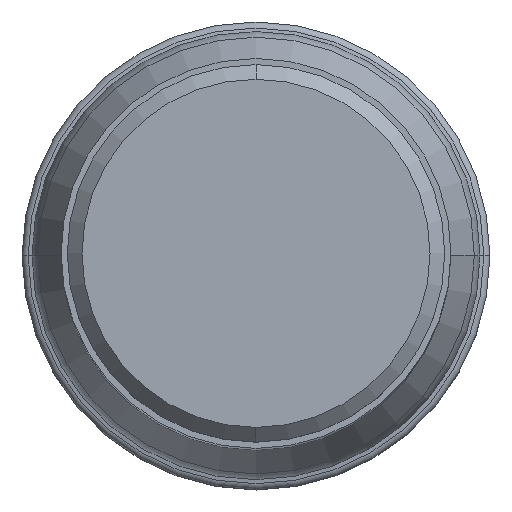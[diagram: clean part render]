
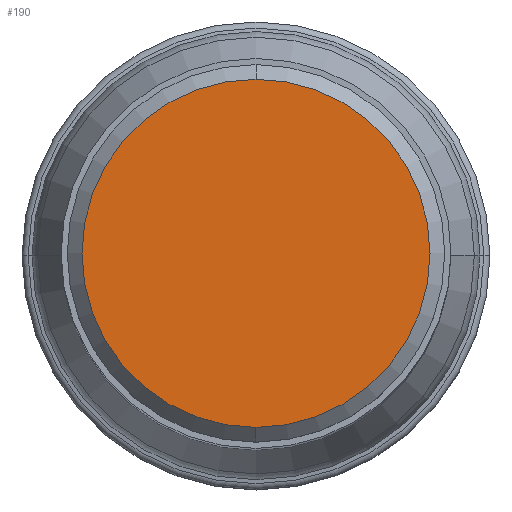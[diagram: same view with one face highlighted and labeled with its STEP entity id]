
A CAD part, top view. The second image highlights one B-rep face of the part: STEP entity #190.
In plain terms, the highlighted planar face has unit normal (0, 0, 1).
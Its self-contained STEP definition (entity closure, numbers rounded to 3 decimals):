
#29=PLANE('',#1351);
#190=ADVANCED_FACE('',(#261),#29,.F.);
#261=FACE_OUTER_BOUND('',#329,.T.);
#329=EDGE_LOOP('',(#591,#592));
#591=ORIENTED_EDGE('',*,*,#863,.T.);
#592=ORIENTED_EDGE('',*,*,#861,.T.);
#718=VERTEX_POINT('',#3069);
#719=VERTEX_POINT('',#3071);
#861=EDGE_CURVE('',#719,#718,#1033,.T.);
#863=EDGE_CURVE('',#718,#719,#1034,.T.);
#1033=CIRCLE('',#1347,14.175);
#1034=CIRCLE('',#1349,14.175);
#1347=AXIS2_PLACEMENT_3D('',#3070,#1674,#1675);
#1349=AXIS2_PLACEMENT_3D('',#3074,#1679,#1680);
#1351=AXIS2_PLACEMENT_3D('',#3076,#1683,#1684);
#1674=DIRECTION('',(0.,0.,1.));
#1675=DIRECTION('',(0.,1.,0.));
#1679=DIRECTION('',(0.,0.,1.));
#1680=DIRECTION('',(0.,-1.,0.));
#1683=DIRECTION('',(0.,0.,-1.));
#1684=DIRECTION('',(1.,0.,0.));
#3069=CARTESIAN_POINT('',(0.,-14.175,0.));
#3070=CARTESIAN_POINT('',(0.,0.,0.));
#3071=CARTESIAN_POINT('',(0.,14.175,0.));
#3074=CARTESIAN_POINT('',(0.,0.,0.));
#3076=CARTESIAN_POINT('',(0.,0.,0.));
